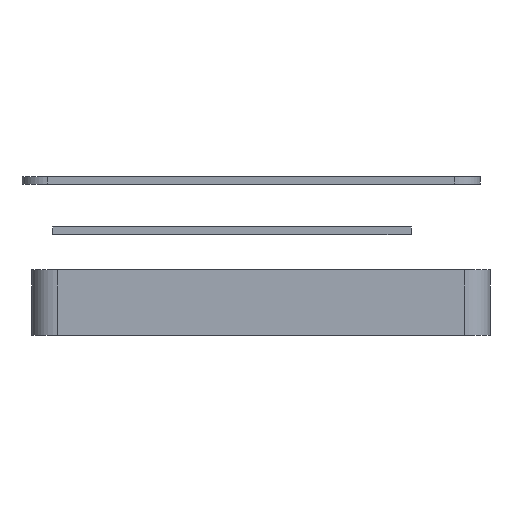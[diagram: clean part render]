
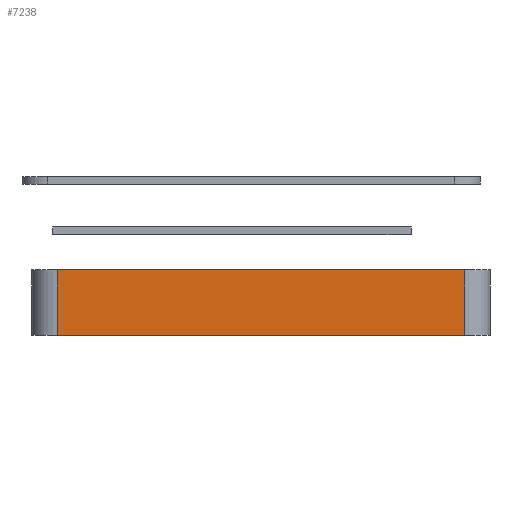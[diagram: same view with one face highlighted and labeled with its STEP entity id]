
A CAD part, front view. The second image highlights one B-rep face of the part: STEP entity #7238.
In plain terms, the highlighted planar face has unit normal (0, -1, 0).
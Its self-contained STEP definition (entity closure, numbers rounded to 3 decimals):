
#594=PLANE('',#7690);
#944=FACE_OUTER_BOUND('',#1439,.T.);
#1439=EDGE_LOOP('',(#6400,#6401,#6402,#6403));
#2006=LINE('',#13247,#2588);
#2019=LINE('',#13294,#2601);
#2020=LINE('',#13298,#2602);
#2021=LINE('',#13299,#2603);
#2588=VECTOR('',#8880,10.);
#2601=VECTOR('',#8927,10.);
#2602=VECTOR('',#8932,10.);
#2603=VECTOR('',#8933,10.);
#3546=VERTEX_POINT('',#13244);
#3547=VERTEX_POINT('',#13246);
#3564=VERTEX_POINT('',#13293);
#3565=VERTEX_POINT('',#13297);
#4512=EDGE_CURVE('',#3546,#3547,#2006,.T.);
#4536=EDGE_CURVE('',#3547,#3564,#2019,.T.);
#4538=EDGE_CURVE('',#3565,#3546,#2020,.T.);
#4539=EDGE_CURVE('',#3564,#3565,#2021,.T.);
#6400=ORIENTED_EDGE('',*,*,#4536,.F.);
#6401=ORIENTED_EDGE('',*,*,#4512,.F.);
#6402=ORIENTED_EDGE('',*,*,#4538,.F.);
#6403=ORIENTED_EDGE('',*,*,#4539,.F.);
#7238=ADVANCED_FACE('',(#944),#594,.T.);
#7690=AXIS2_PLACEMENT_3D('',#13296,#8930,#8931);
#8880=DIRECTION('',(1.,0.,0.));
#8927=DIRECTION('',(0.,0.,-1.));
#8930=DIRECTION('center_axis',(0.,-1.,0.));
#8931=DIRECTION('ref_axis',(1.,0.,0.));
#8932=DIRECTION('',(0.,0.,1.));
#8933=DIRECTION('',(-1.,0.,0.));
#13244=CARTESIAN_POINT('',(-37.209,-32.147,13.));
#13246=CARTESIAN_POINT('',(43.641,-32.147,13.));
#13247=CARTESIAN_POINT('',(48.641,-32.147,13.));
#13293=CARTESIAN_POINT('',(43.641,-32.147,0.));
#13294=CARTESIAN_POINT('',(43.641,-32.147,0.));
#13296=CARTESIAN_POINT('Origin',(-42.209,-32.147,0.));
#13297=CARTESIAN_POINT('',(-37.209,-32.147,0.));
#13298=CARTESIAN_POINT('',(-37.209,-32.147,0.));
#13299=CARTESIAN_POINT('',(48.641,-32.147,0.));
